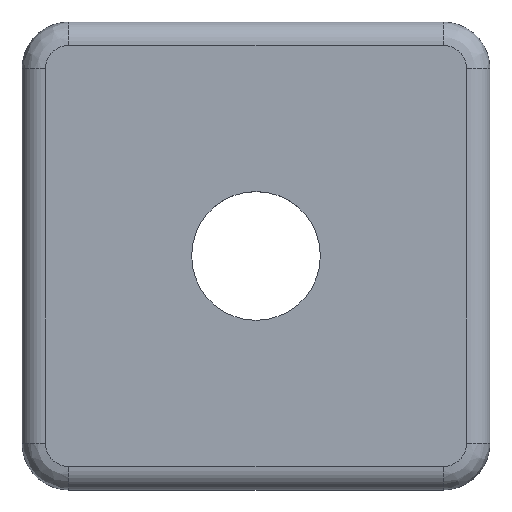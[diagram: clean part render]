
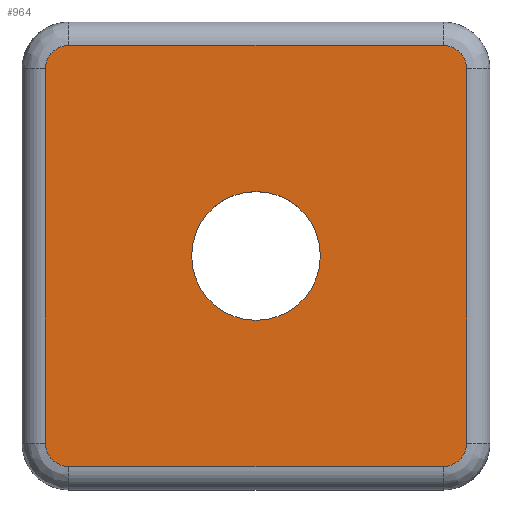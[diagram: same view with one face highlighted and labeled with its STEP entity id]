
A CAD part, top view. The second image highlights one B-rep face of the part: STEP entity #964.
In plain terms, the highlighted planar face has unit normal (0, 0, 1).
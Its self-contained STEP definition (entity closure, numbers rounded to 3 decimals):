
#34=FACE_BOUND('',#200,.T.);
#62=PLANE('',#1102);
#122=FACE_OUTER_BOUND('',#199,.T.);
#199=EDGE_LOOP('',(#854,#855,#856,#857,#858,#859,#860,#861));
#200=EDGE_LOOP('',(#862));
#260=LINE('',#1649,#330);
#262=LINE('',#1669,#332);
#264=LINE('',#1689,#334);
#265=LINE('',#1705,#335);
#330=VECTOR('',#1354,32.);
#332=VECTOR('',#1366,32.);
#334=VECTOR('',#1378,32.);
#335=VECTOR('',#1387,32.);
#368=CIRCLE('',#1032,5.5);
#390=CIRCLE('',#1079,2.);
#396=CIRCLE('',#1086,2.);
#400=CIRCLE('',#1091,2.);
#404=CIRCLE('',#1096,2.);
#449=VERTEX_POINT('',#1537);
#474=VERTEX_POINT('',#1637);
#475=VERTEX_POINT('',#1639);
#477=VERTEX_POINT('',#1645);
#479=VERTEX_POINT('',#1659);
#481=VERTEX_POINT('',#1665);
#483=VERTEX_POINT('',#1679);
#485=VERTEX_POINT('',#1685);
#487=VERTEX_POINT('',#1699);
#547=EDGE_CURVE('',#449,#449,#368,.T.);
#588=EDGE_CURVE('',#474,#475,#390,.T.);
#593=EDGE_CURVE('',#475,#477,#260,.T.);
#596=EDGE_CURVE('',#477,#479,#396,.T.);
#599=EDGE_CURVE('',#479,#481,#262,.T.);
#602=EDGE_CURVE('',#481,#483,#400,.T.);
#605=EDGE_CURVE('',#483,#485,#264,.T.);
#608=EDGE_CURVE('',#485,#487,#404,.T.);
#609=EDGE_CURVE('',#487,#474,#265,.T.);
#854=ORIENTED_EDGE('',*,*,#588,.F.);
#855=ORIENTED_EDGE('',*,*,#609,.F.);
#856=ORIENTED_EDGE('',*,*,#608,.F.);
#857=ORIENTED_EDGE('',*,*,#605,.F.);
#858=ORIENTED_EDGE('',*,*,#602,.F.);
#859=ORIENTED_EDGE('',*,*,#599,.F.);
#860=ORIENTED_EDGE('',*,*,#596,.F.);
#861=ORIENTED_EDGE('',*,*,#593,.F.);
#862=ORIENTED_EDGE('',*,*,#547,.T.);
#964=ADVANCED_FACE('',(#122,#34),#62,.T.);
#1032=AXIS2_PLACEMENT_3D('',#1539,#1230,#1231);
#1079=AXIS2_PLACEMENT_3D('',#1640,#1343,#1344);
#1086=AXIS2_PLACEMENT_3D('',#1663,#1359,#1360);
#1091=AXIS2_PLACEMENT_3D('',#1683,#1371,#1372);
#1096=AXIS2_PLACEMENT_3D('',#1703,#1383,#1384);
#1102=AXIS2_PLACEMENT_3D('',#1716,#1402,#1403);
#1230=DIRECTION('center_axis',(0.,0.,-1.));
#1231=DIRECTION('ref_axis',(1.,0.,0.));
#1343=DIRECTION('center_axis',(0.,0.,-1.));
#1344=DIRECTION('ref_axis',(0.707,-0.707,0.));
#1354=DIRECTION('',(-1.,0.,0.));
#1359=DIRECTION('center_axis',(0.,0.,-1.));
#1360=DIRECTION('ref_axis',(-0.707,-0.707,0.));
#1366=DIRECTION('',(0.,1.,0.));
#1371=DIRECTION('center_axis',(0.,0.,-1.));
#1372=DIRECTION('ref_axis',(-0.707,0.707,0.));
#1378=DIRECTION('',(1.,0.,0.));
#1383=DIRECTION('center_axis',(0.,0.,-1.));
#1384=DIRECTION('ref_axis',(0.707,0.707,0.));
#1387=DIRECTION('',(0.,-1.,0.));
#1402=DIRECTION('center_axis',(0.,0.,1.));
#1403=DIRECTION('ref_axis',(1.,0.,0.));
#1537=CARTESIAN_POINT('',(-5.5,0.,4.));
#1539=CARTESIAN_POINT('Origin',(0.,0.,4.));
#1637=CARTESIAN_POINT('',(18.,-16.,4.));
#1639=CARTESIAN_POINT('',(16.,-18.,4.));
#1640=CARTESIAN_POINT('Origin',(16.,-16.,4.));
#1645=CARTESIAN_POINT('',(-16.,-18.,4.));
#1649=CARTESIAN_POINT('',(-10.,-18.,4.));
#1659=CARTESIAN_POINT('',(-18.,-16.,4.));
#1663=CARTESIAN_POINT('Origin',(-16.,-16.,4.));
#1665=CARTESIAN_POINT('',(-18.,16.,4.));
#1669=CARTESIAN_POINT('',(-18.,10.,4.));
#1679=CARTESIAN_POINT('',(-16.,18.,4.));
#1683=CARTESIAN_POINT('Origin',(-16.,16.,4.));
#1685=CARTESIAN_POINT('',(16.,18.,4.));
#1689=CARTESIAN_POINT('',(10.,18.,4.));
#1699=CARTESIAN_POINT('',(18.,16.,4.));
#1703=CARTESIAN_POINT('Origin',(16.,16.,4.));
#1705=CARTESIAN_POINT('',(18.,-10.,4.));
#1716=CARTESIAN_POINT('Origin',(0.,0.,4.));
